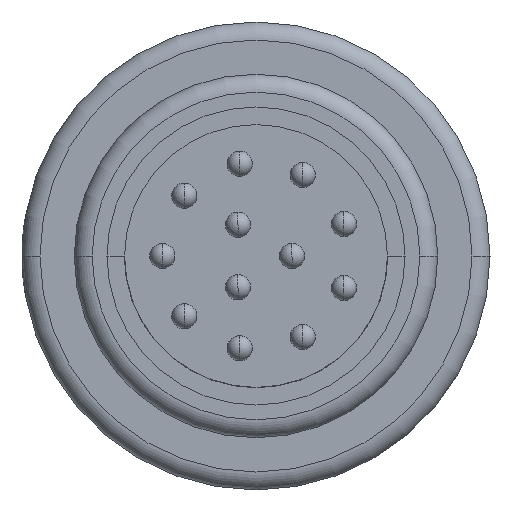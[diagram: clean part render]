
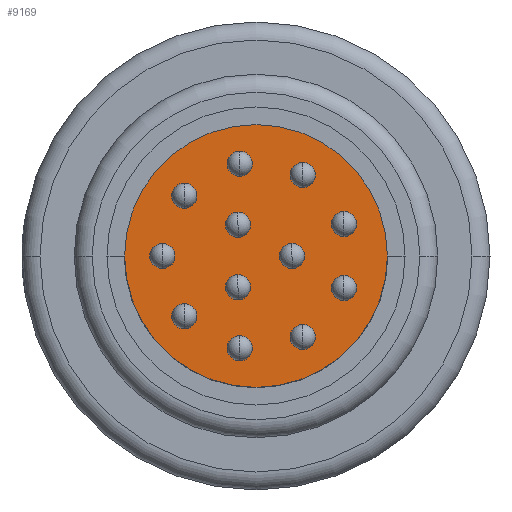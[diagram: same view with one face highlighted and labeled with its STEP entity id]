
A CAD part, left-side view. The second image highlights one B-rep face of the part: STEP entity #9169.
In plain terms, the highlighted planar face has unit normal (-1, 0, 0).
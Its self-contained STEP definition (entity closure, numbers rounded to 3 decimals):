
#3701=CARTESIAN_POINT('',(-2.1,0.,0.));
#3702=DIRECTION('',(-1.,0.,0.));
#3703=DIRECTION('',(0.,0.,1.));
#3704=AXIS2_PLACEMENT_3D('',#3701,#3702,#3703);
#3709=CARTESIAN_POINT('',(-2.1,0.,0.));
#3710=DIRECTION('',(-1.,0.,0.));
#3711=DIRECTION('',(0.,0.,-1.));
#3712=AXIS2_PLACEMENT_3D('',#3709,#3710,#3711);
#3717=CARTESIAN_POINT('',(-2.1,2.6,0.));
#3718=DIRECTION('',(-1.,0.,0.));
#3719=DIRECTION('',(0.,0.,-1.));
#3720=AXIS2_PLACEMENT_3D('',#3717,#3718,#3719);
#3725=CARTESIAN_POINT('',(-2.1,2.6,0.));
#3726=DIRECTION('',(-1.,0.,0.));
#3727=DIRECTION('',(0.,0.,1.));
#3728=AXIS2_PLACEMENT_3D('',#3725,#3726,#3727);
#3733=CARTESIAN_POINT('',(-2.1,1.992,-1.671));
#3734=DIRECTION('',(-1.,0.,0.));
#3735=DIRECTION('',(0.,0.,1.));
#3736=AXIS2_PLACEMENT_3D('',#3733,#3734,#3735);
#3741=CARTESIAN_POINT('',(-2.1,1.992,-1.671));
#3742=DIRECTION('',(-1.,0.,0.));
#3743=DIRECTION('',(0.,0.,-1.));
#3744=AXIS2_PLACEMENT_3D('',#3741,#3742,#3743);
#3749=CARTESIAN_POINT('',(-2.1,0.451,-2.561));
#3750=DIRECTION('',(-1.,0.,0.));
#3751=DIRECTION('',(0.,0.,1.));
#3752=AXIS2_PLACEMENT_3D('',#3749,#3750,#3751);
#3757=CARTESIAN_POINT('',(-2.1,0.451,-2.561));
#3758=DIRECTION('',(-1.,0.,0.));
#3759=DIRECTION('',(0.,0.,-1.));
#3760=AXIS2_PLACEMENT_3D('',#3757,#3758,#3759);
#3765=CARTESIAN_POINT('',(-2.1,-1.3,-2.252));
#3766=DIRECTION('',(-1.,0.,0.));
#3767=DIRECTION('',(0.,0.,1.));
#3768=AXIS2_PLACEMENT_3D('',#3765,#3766,#3767);
#3773=CARTESIAN_POINT('',(-2.1,-1.3,-2.252));
#3774=DIRECTION('',(-1.,0.,0.));
#3775=DIRECTION('',(0.,0.,-1.));
#3776=AXIS2_PLACEMENT_3D('',#3773,#3774,#3775);
#3781=CARTESIAN_POINT('',(-2.1,1.992,1.671));
#3782=DIRECTION('',(-1.,0.,0.));
#3783=DIRECTION('',(0.,0.,-1.));
#3784=AXIS2_PLACEMENT_3D('',#3781,#3782,#3783);
#3789=CARTESIAN_POINT('',(-2.1,1.992,1.671));
#3790=DIRECTION('',(-1.,0.,0.));
#3791=DIRECTION('',(0.,0.,1.));
#3792=AXIS2_PLACEMENT_3D('',#3789,#3790,#3791);
#3797=CARTESIAN_POINT('',(-2.1,-2.443,-0.889));
#3798=DIRECTION('',(-1.,0.,0.));
#3799=DIRECTION('',(0.,0.,1.));
#3800=AXIS2_PLACEMENT_3D('',#3797,#3798,#3799);
#3805=CARTESIAN_POINT('',(-2.1,-2.443,-0.889));
#3806=DIRECTION('',(-1.,0.,0.));
#3807=DIRECTION('',(0.,0.,-1.));
#3808=AXIS2_PLACEMENT_3D('',#3805,#3806,#3807);
#3813=CARTESIAN_POINT('',(-2.1,-1.3,2.252));
#3814=DIRECTION('',(-1.,0.,0.));
#3815=DIRECTION('',(0.,0.,1.));
#3816=AXIS2_PLACEMENT_3D('',#3813,#3814,#3815);
#3821=CARTESIAN_POINT('',(-2.1,-1.3,2.252));
#3822=DIRECTION('',(-1.,0.,0.));
#3823=DIRECTION('',(0.,0.,-1.));
#3824=AXIS2_PLACEMENT_3D('',#3821,#3822,#3823);
#3829=CARTESIAN_POINT('',(-2.1,0.451,2.561));
#3830=DIRECTION('',(-1.,0.,0.));
#3831=DIRECTION('',(0.,0.,1.));
#3832=AXIS2_PLACEMENT_3D('',#3829,#3830,#3831);
#3837=CARTESIAN_POINT('',(-2.1,0.451,2.561));
#3838=DIRECTION('',(-1.,0.,0.));
#3839=DIRECTION('',(0.,0.,-1.));
#3840=AXIS2_PLACEMENT_3D('',#3837,#3838,#3839);
#3845=CARTESIAN_POINT('',(-2.1,0.5,0.866));
#3846=DIRECTION('',(-1.,0.,0.));
#3847=DIRECTION('',(0.,0.,1.));
#3848=AXIS2_PLACEMENT_3D('',#3845,#3846,#3847);
#3853=CARTESIAN_POINT('',(-2.1,0.5,0.866));
#3854=DIRECTION('',(-1.,0.,0.));
#3855=DIRECTION('',(0.,0.,-1.));
#3856=AXIS2_PLACEMENT_3D('',#3853,#3854,#3855);
#3861=CARTESIAN_POINT('',(-2.1,0.5,-0.866));
#3862=DIRECTION('',(-1.,0.,0.));
#3863=DIRECTION('',(0.,0.,1.));
#3864=AXIS2_PLACEMENT_3D('',#3861,#3862,#3863);
#3869=CARTESIAN_POINT('',(-2.1,0.5,-0.866));
#3870=DIRECTION('',(-1.,0.,0.));
#3871=DIRECTION('',(0.,0.,-1.));
#3872=AXIS2_PLACEMENT_3D('',#3869,#3870,#3871);
#3877=CARTESIAN_POINT('',(-2.1,-1.,0.));
#3878=DIRECTION('',(-1.,0.,0.));
#3879=DIRECTION('',(0.,0.,1.));
#3880=AXIS2_PLACEMENT_3D('',#3877,#3878,#3879);
#3885=CARTESIAN_POINT('',(-2.1,-1.,0.));
#3886=DIRECTION('',(-1.,0.,0.));
#3887=DIRECTION('',(0.,0.,-1.));
#3888=AXIS2_PLACEMENT_3D('',#3885,#3886,#3887);
#3893=CARTESIAN_POINT('',(-2.1,-2.443,0.889));
#3894=DIRECTION('',(-1.,0.,0.));
#3895=DIRECTION('',(0.,0.,1.));
#3896=AXIS2_PLACEMENT_3D('',#3893,#3894,#3895);
#3901=CARTESIAN_POINT('',(-2.1,-2.443,0.889));
#3902=DIRECTION('',(-1.,0.,0.));
#3903=DIRECTION('',(0.,0.,-1.));
#3904=AXIS2_PLACEMENT_3D('',#3901,#3902,#3903);
#4461=CARTESIAN_POINT('',(-2.1,0.,3.65));
#4462=CARTESIAN_POINT('',(-2.1,0.,-3.65));
#4463=VERTEX_POINT('',#4461);
#4464=VERTEX_POINT('',#4462);
#4776=CARTESIAN_POINT('',(-2.1,2.6,-0.35));
#4777=CARTESIAN_POINT('',(-2.1,2.6,0.35));
#4778=VERTEX_POINT('',#4776);
#4779=VERTEX_POINT('',#4777);
#4780=CARTESIAN_POINT('',(-2.1,1.992,-1.321));
#4781=CARTESIAN_POINT('',(-2.1,1.992,-2.021));
#4782=VERTEX_POINT('',#4780);
#4783=VERTEX_POINT('',#4781);
#4784=CARTESIAN_POINT('',(-2.1,0.451,-2.211));
#4785=CARTESIAN_POINT('',(-2.1,0.451,-2.911));
#4786=VERTEX_POINT('',#4784);
#4787=VERTEX_POINT('',#4785);
#4788=CARTESIAN_POINT('',(-2.1,-1.3,-1.902));
#4789=CARTESIAN_POINT('',(-2.1,-1.3,-2.602));
#4790=VERTEX_POINT('',#4788);
#4791=VERTEX_POINT('',#4789);
#4792=CARTESIAN_POINT('',(-2.1,1.992,1.321));
#4793=CARTESIAN_POINT('',(-2.1,1.992,2.021));
#4794=VERTEX_POINT('',#4792);
#4795=VERTEX_POINT('',#4793);
#4796=CARTESIAN_POINT('',(-2.1,-2.443,-0.539));
#4797=CARTESIAN_POINT('',(-2.1,-2.443,-1.239));
#4798=VERTEX_POINT('',#4796);
#4799=VERTEX_POINT('',#4797);
#4800=CARTESIAN_POINT('',(-2.1,-1.3,2.602));
#4801=CARTESIAN_POINT('',(-2.1,-1.3,1.902));
#4802=VERTEX_POINT('',#4800);
#4803=VERTEX_POINT('',#4801);
#4804=CARTESIAN_POINT('',(-2.1,0.451,2.911));
#4805=CARTESIAN_POINT('',(-2.1,0.451,2.211));
#4806=VERTEX_POINT('',#4804);
#4807=VERTEX_POINT('',#4805);
#4808=CARTESIAN_POINT('',(-2.1,0.5,1.216));
#4809=CARTESIAN_POINT('',(-2.1,0.5,0.516));
#4810=VERTEX_POINT('',#4808);
#4811=VERTEX_POINT('',#4809);
#4812=CARTESIAN_POINT('',(-2.1,0.5,-0.516));
#4813=CARTESIAN_POINT('',(-2.1,0.5,-1.216));
#4814=VERTEX_POINT('',#4812);
#4815=VERTEX_POINT('',#4813);
#4816=CARTESIAN_POINT('',(-2.1,-1.,0.35));
#4817=CARTESIAN_POINT('',(-2.1,-1.,-0.35));
#4818=VERTEX_POINT('',#4816);
#4819=VERTEX_POINT('',#4817);
#5027=CARTESIAN_POINT('',(-2.1,-2.443,1.239));
#5028=CARTESIAN_POINT('',(-2.1,-2.443,0.539));
#5029=VERTEX_POINT('',#5027);
#5030=VERTEX_POINT('',#5028);
#9088=CARTESIAN_POINT('',(-2.1,0.,0.));
#9089=DIRECTION('',(1.,0.,0.));
#9090=DIRECTION('',(0.,0.,-1.));
#9091=AXIS2_PLACEMENT_3D('',#9088,#9089,#9090);
#9092=PLANE('',#9091);
#9093=ORIENTED_EDGE('',*,*,#9046,.F.);
#9094=ORIENTED_EDGE('',*,*,#9069,.F.);
#9095=EDGE_LOOP('',(#9093,#9094));
#9096=FACE_OUTER_BOUND('',#9095,.F.);
#9098=ORIENTED_EDGE('',*,*,#9097,.T.);
#9100=ORIENTED_EDGE('',*,*,#9099,.T.);
#9101=EDGE_LOOP('',(#9098,#9100));
#9102=FACE_BOUND('',#9101,.F.);
#9104=ORIENTED_EDGE('',*,*,#9103,.T.);
#9106=ORIENTED_EDGE('',*,*,#9105,.T.);
#9107=EDGE_LOOP('',(#9104,#9106));
#9108=FACE_BOUND('',#9107,.F.);
#9110=ORIENTED_EDGE('',*,*,#9109,.T.);
#9112=ORIENTED_EDGE('',*,*,#9111,.T.);
#9113=EDGE_LOOP('',(#9110,#9112));
#9114=FACE_BOUND('',#9113,.F.);
#9116=ORIENTED_EDGE('',*,*,#9115,.T.);
#9118=ORIENTED_EDGE('',*,*,#9117,.T.);
#9119=EDGE_LOOP('',(#9116,#9118));
#9120=FACE_BOUND('',#9119,.F.);
#9122=ORIENTED_EDGE('',*,*,#9121,.T.);
#9124=ORIENTED_EDGE('',*,*,#9123,.T.);
#9125=EDGE_LOOP('',(#9122,#9124));
#9126=FACE_BOUND('',#9125,.F.);
#9128=ORIENTED_EDGE('',*,*,#9127,.T.);
#9130=ORIENTED_EDGE('',*,*,#9129,.T.);
#9131=EDGE_LOOP('',(#9128,#9130));
#9132=FACE_BOUND('',#9131,.F.);
#9134=ORIENTED_EDGE('',*,*,#9133,.T.);
#9136=ORIENTED_EDGE('',*,*,#9135,.T.);
#9137=EDGE_LOOP('',(#9134,#9136));
#9138=FACE_BOUND('',#9137,.F.);
#9140=ORIENTED_EDGE('',*,*,#9139,.T.);
#9142=ORIENTED_EDGE('',*,*,#9141,.T.);
#9143=EDGE_LOOP('',(#9140,#9142));
#9144=FACE_BOUND('',#9143,.F.);
#9146=ORIENTED_EDGE('',*,*,#9145,.T.);
#9148=ORIENTED_EDGE('',*,*,#9147,.T.);
#9149=EDGE_LOOP('',(#9146,#9148));
#9150=FACE_BOUND('',#9149,.F.);
#9152=ORIENTED_EDGE('',*,*,#9151,.T.);
#9154=ORIENTED_EDGE('',*,*,#9153,.T.);
#9155=EDGE_LOOP('',(#9152,#9154));
#9156=FACE_BOUND('',#9155,.F.);
#9158=ORIENTED_EDGE('',*,*,#9157,.T.);
#9160=ORIENTED_EDGE('',*,*,#9159,.T.);
#9161=EDGE_LOOP('',(#9158,#9160));
#9162=FACE_BOUND('',#9161,.F.);
#9164=ORIENTED_EDGE('',*,*,#9163,.T.);
#9166=ORIENTED_EDGE('',*,*,#9165,.T.);
#9167=EDGE_LOOP('',(#9164,#9166));
#9168=FACE_BOUND('',#9167,.F.);
#3705=CIRCLE('',#3704,3.65);
#3713=CIRCLE('',#3712,3.65);
#3721=CIRCLE('',#3720,0.35);
#3729=CIRCLE('',#3728,0.35);
#3737=CIRCLE('',#3736,0.35);
#3745=CIRCLE('',#3744,0.35);
#3753=CIRCLE('',#3752,0.35);
#3761=CIRCLE('',#3760,0.35);
#3769=CIRCLE('',#3768,0.35);
#3777=CIRCLE('',#3776,0.35);
#3785=CIRCLE('',#3784,0.35);
#3793=CIRCLE('',#3792,0.35);
#3801=CIRCLE('',#3800,0.35);
#3809=CIRCLE('',#3808,0.35);
#3817=CIRCLE('',#3816,0.35);
#3825=CIRCLE('',#3824,0.35);
#3833=CIRCLE('',#3832,0.35);
#3841=CIRCLE('',#3840,0.35);
#3849=CIRCLE('',#3848,0.35);
#3857=CIRCLE('',#3856,0.35);
#3865=CIRCLE('',#3864,0.35);
#3873=CIRCLE('',#3872,0.35);
#3881=CIRCLE('',#3880,0.35);
#3889=CIRCLE('',#3888,0.35);
#3897=CIRCLE('',#3896,0.35);
#3905=CIRCLE('',#3904,0.35);
#9046=EDGE_CURVE('',#4463,#4464,#3705,.T.);
#9069=EDGE_CURVE('',#4464,#4463,#3713,.T.);
#9097=EDGE_CURVE('',#4778,#4779,#3721,.T.);
#9099=EDGE_CURVE('',#4779,#4778,#3729,.T.);
#9103=EDGE_CURVE('',#4782,#4783,#3737,.T.);
#9105=EDGE_CURVE('',#4783,#4782,#3745,.T.);
#9109=EDGE_CURVE('',#4786,#4787,#3753,.T.);
#9111=EDGE_CURVE('',#4787,#4786,#3761,.T.);
#9115=EDGE_CURVE('',#4790,#4791,#3769,.T.);
#9117=EDGE_CURVE('',#4791,#4790,#3777,.T.);
#9121=EDGE_CURVE('',#4794,#4795,#3785,.T.);
#9123=EDGE_CURVE('',#4795,#4794,#3793,.T.);
#9127=EDGE_CURVE('',#4798,#4799,#3801,.T.);
#9129=EDGE_CURVE('',#4799,#4798,#3809,.T.);
#9133=EDGE_CURVE('',#4802,#4803,#3817,.T.);
#9135=EDGE_CURVE('',#4803,#4802,#3825,.T.);
#9139=EDGE_CURVE('',#4806,#4807,#3833,.T.);
#9141=EDGE_CURVE('',#4807,#4806,#3841,.T.);
#9145=EDGE_CURVE('',#4810,#4811,#3849,.T.);
#9147=EDGE_CURVE('',#4811,#4810,#3857,.T.);
#9151=EDGE_CURVE('',#4814,#4815,#3865,.T.);
#9153=EDGE_CURVE('',#4815,#4814,#3873,.T.);
#9157=EDGE_CURVE('',#4818,#4819,#3881,.T.);
#9159=EDGE_CURVE('',#4819,#4818,#3889,.T.);
#9163=EDGE_CURVE('',#5029,#5030,#3897,.T.);
#9165=EDGE_CURVE('',#5030,#5029,#3905,.T.);
#9169=ADVANCED_FACE('',(#9096,#9102,#9108,#9114,#9120,#9126,#9132,#9138,#9144,
#9150,#9156,#9162,#9168),#9092,.F.);
